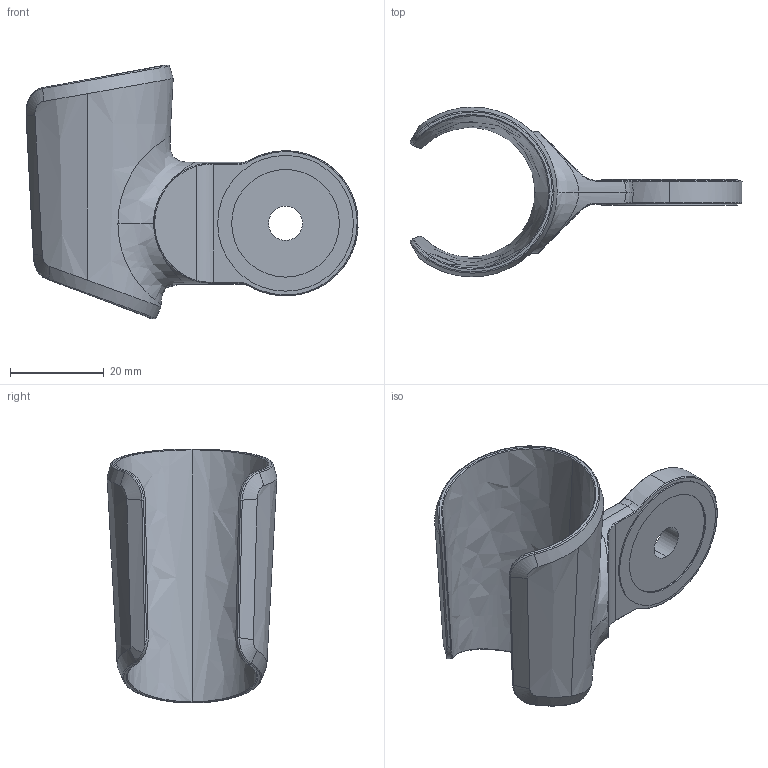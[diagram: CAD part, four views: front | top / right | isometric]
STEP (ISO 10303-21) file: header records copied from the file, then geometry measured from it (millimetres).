
FILE_DESCRIPTION (( 'STEP AP214' ), '1' );
FILE_NAME ('ÎÄÌ.002.00.03.002 Ëîæåìåíò.STEP', '2020-05-12T06:27:07', ( '' ), ( '' ), 'SwSTEP 2.0', 'SolidWorks 2017', '' );
FILE_SCHEMA (( 'AUTOMOTIVE_DESIGN' ));
Length unit declared in the file: millimetre
Products named in the file (1): ÎÄÌ.002.00.03.002 Ëîæåìåíò
Bounding box: 70.91 x 36.26 x 54.25 mm (x, y, z)
Volume: 14745.2 mm3; surface area: 10339.2 mm2
Topology: 1 solids, 1 shells, 108 faces, 273 edges, 171 vertices
Faces by surface type: bspline 76, cylinder 19, plane 10, cone 3
Entity records: 12237 total; most frequent: CARTESIAN_POINT 10203, ORIENTED_EDGE 546, EDGE_CURVE 273, DIRECTION 191, B_SPLINE_CURVE_WITH_KNOTS 177, VERTEX_POINT 171, EDGE_LOOP 114, FACE_OUTER_BOUND 108
